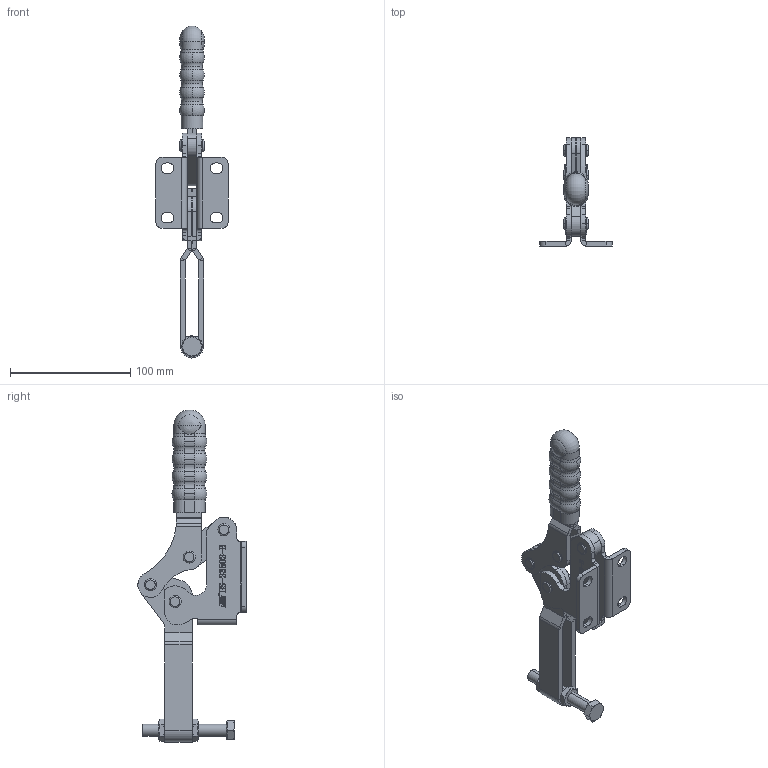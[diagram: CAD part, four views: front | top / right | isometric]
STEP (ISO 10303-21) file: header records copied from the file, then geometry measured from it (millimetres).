
FILE_DESCRIPTION (( 'STEP AP203' ), '1' );
FILE_NAME ('HS-23502-B 装配体.STEP', '2018-12-07T03:35:25', ( 'PCOS' ), ( '微软中国' ), 'SwSTEP 2.0', 'SolidWorks 2012', '' );
FILE_SCHEMA (( 'CONFIG_CONTROL_DESIGN' ));
Length unit declared in the file: millimetre
Products named in the file (10): HS-23502-B 蚾饜极; hex thin nuts-grades ab-chamfered gb_GB_FASTENER_NUT_STNAB M10-N; hexagon head bolts-full thread gb_GB_FASTENER_BOLT_STBAB A M10X70-N; l蟀裝; 种; 揤參; 忒梟酘; 忒梟衵; 忒參; 楊擘菁釱
Assembly tree (13 placements, depth 2):
  HS-23502-B 蚾饜极
    楊擘菁釱
    忒參
    忒梟衵
    忒梟酘
    揤參
    种  x4
    l蟀裝
    hexagon head bolts-full thread gb_GB_FASTENER_BOLT_STBAB A M10X70-N
    hex thin nuts-grades ab-chamfered gb_GB_FASTENER_NUT_STNAB M10-N  x2
Bounding box: 60 x 90.2 x 276.53 mm (x, y, z)
Volume: 136805 mm3; surface area: 67193.4 mm2
Topology: 13 solids, 13 shells, 823 faces, 2129 edges, 1352 vertices
Faces by surface type: plane 381, cylinder 195, bspline 168, torus 37, cone 26, sphere 16
Entity records: 32193 total; most frequent: CARTESIAN_POINT 13138, ORIENTED_EDGE 3966, DIRECTION 3279, EDGE_CURVE 1983, VERTEX_POINT 1272, LINE 1133, VECTOR 1133, AXIS2_PLACEMENT_3D 1073
